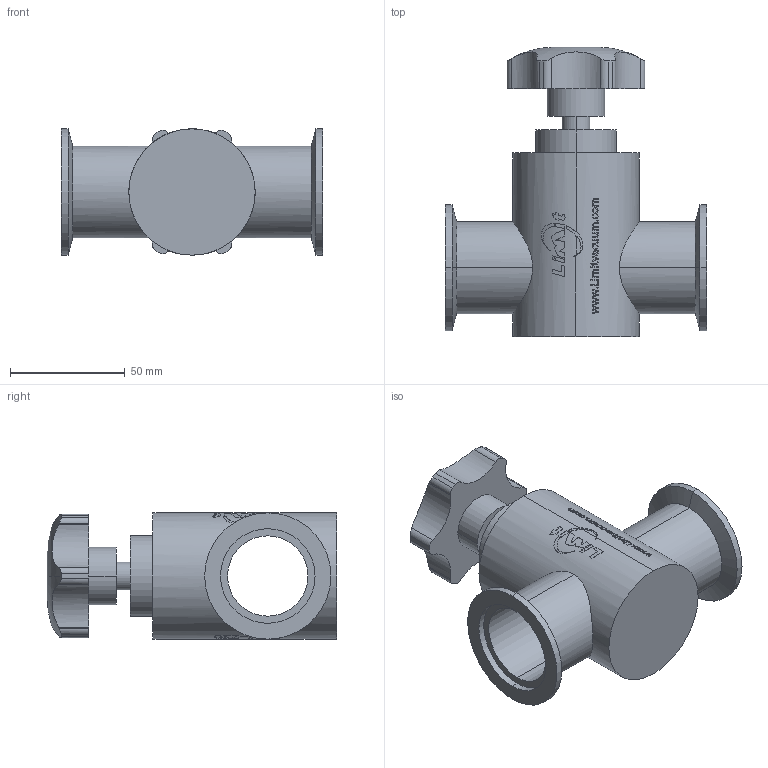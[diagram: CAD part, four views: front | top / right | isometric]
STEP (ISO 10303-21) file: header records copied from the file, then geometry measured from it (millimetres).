
FILE_DESCRIPTION (( 'STEP AP214' ), '1' );
FILE_NAME ('GKZ-DN40.STEP', '2024-05-14T08:23:09', ( '' ), ( '' ), 'SwSTEP 2.0', 'SolidWorks 2020', '' );
FILE_SCHEMA (( 'AUTOMOTIVE_DESIGN' ));
Length unit declared in the file: millimetre
Products named in the file (1): GKZ-DN40
Bounding box: 114 x 126 x 55 mm (x, y, z)
Volume: 263044.5 mm3; surface area: 57702.4 mm2
Topology: 2 solids, 2 shells, 645 faces, 1745 edges, 1161 vertices
Faces by surface type: bspline 297, plane 241, cylinder 101, cone 4, torus 2
Entity records: 64243 total; most frequent: CARTESIAN_POINT 50579, ORIENTED_EDGE 3490, EDGE_CURVE 1745, DIRECTION 1702, VERTEX_POINT 1161, B_SPLINE_CURVE_WITH_KNOTS 1022, EDGE_LOOP 704, FACE_OUTER_BOUND 645
